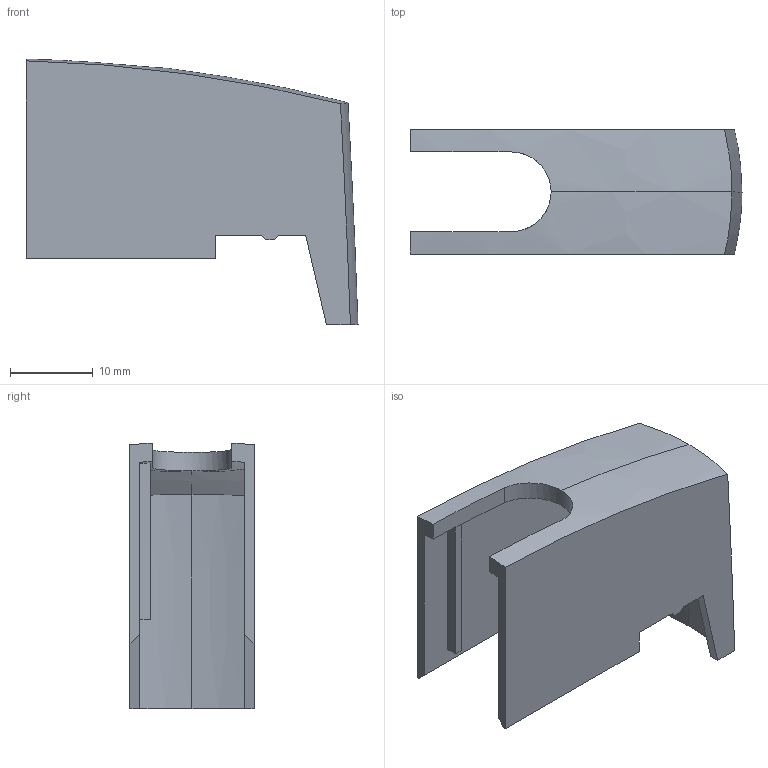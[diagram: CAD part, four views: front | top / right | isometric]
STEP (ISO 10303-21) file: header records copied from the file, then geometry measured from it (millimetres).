
FILE_DESCRIPTION (( 'STEP AP214' ), '1' );
FILE_NAME ('22941011.step', '2016-05-09T12:20:17', ( '' ), ( '' ), 'SwSTEP 2.0', 'SolidWorks 2015', '' );
FILE_SCHEMA (( 'AUTOMOTIVE_DESIGN' ));
Length unit declared in the file: inch
Products named in the file (1): 22941011
Bounding box: 40 x 15 x 32.05 mm (x, y, z)
Volume: 2881.5 mm3; surface area: 5010.8 mm2
Topology: 1 solids, 1 shells, 45 faces, 131 edges, 88 vertices
Faces by surface type: plane 33, bspline 10, cylinder 2
Entity records: 1792 total; most frequent: CARTESIAN_POINT 638, ORIENTED_EDGE 262, DIRECTION 192, EDGE_CURVE 131, VERTEX_POINT 88, VECTOR 80, LINE 80, AXIS2_PLACEMENT_3D 56
